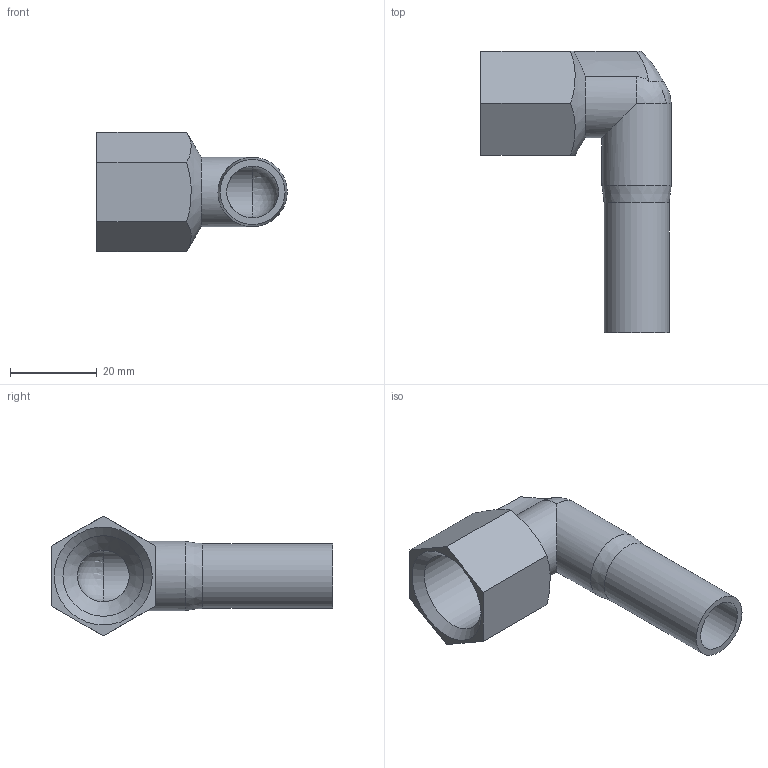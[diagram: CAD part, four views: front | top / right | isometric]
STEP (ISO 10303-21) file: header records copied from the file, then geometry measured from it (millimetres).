
FILE_DESCRIPTION(/* description */ (''),/* implementation_level */ '2;1');
FILE_NAME(/* name */ '33203.stp',/* time_stamp */ '2014-04-03T17:53:12+02:00',/* author */ ('bruh'),/* organization */ (''),/* preprocessor_version */ 'ST-DEVELOPER v15.2',/* originating_system */ 'Autodesk Inventor 2014',/* authorisation */ '');
FILE_SCHEMA (('AUTOMOTIVE_DESIGN { 1 0 10303 214 3 1 1 }'));
Length unit declared in the file: millimetre
Products named in the file (3): 33203; MAP Rohrende d15_L30
Bounding box: 44 x 65 x 27.71 mm (x, y, z)
Volume: 11054.8 mm3; surface area: 9526.4 mm2
Topology: 2 solids, 2 shells, 26 faces, 67 edges, 41 vertices
Faces by surface type: plane 10, cylinder 7, cone 4, bspline 3, sphere 2
Full cylindrical faces by diameter (mm): 12 x3, 15 x1, 16 x1, 18.631 x1
Entity records: 832 total; most frequent: CARTESIAN_POINT 248, DIRECTION 110, ORIENTED_EDGE 100, EDGE_CURVE 50, AXIS2_PLACEMENT_3D 48, EDGE_LOOP 39, VERTEX_POINT 37, ADVANCED_FACE 26
